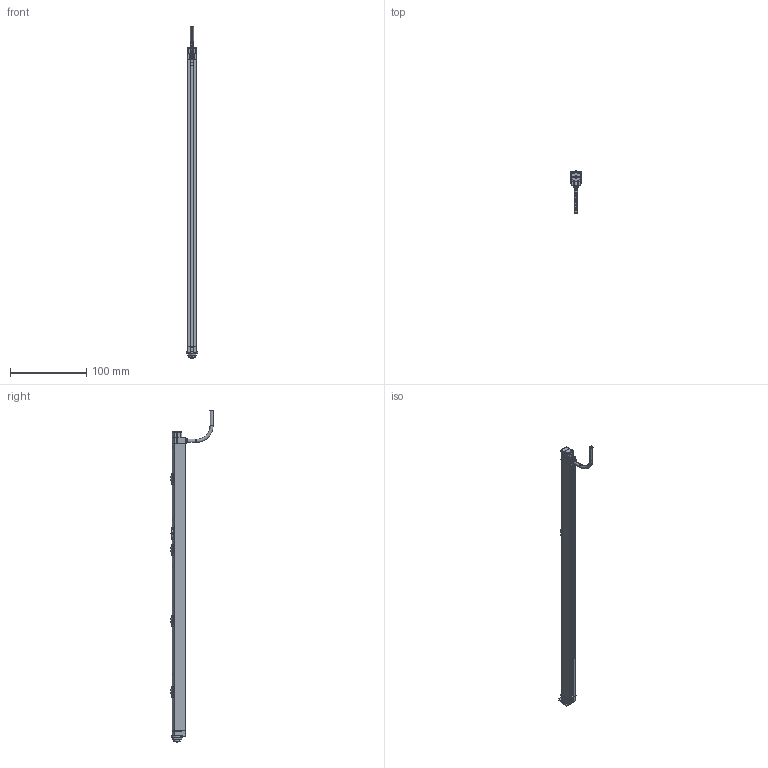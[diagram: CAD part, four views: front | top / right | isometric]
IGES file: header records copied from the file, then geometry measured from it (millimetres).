
Start section:  PTC IGES file: 217952_web.igs
Global section: file name: 217952_web.igs; native system: Creo Parametric by PTC Inc.; preprocessor: 2019292; author: brust; organization: Unknown; date: 20200727.180934; units: millimetre
Bounding box: 15.6 x 55.43 x 435.23 mm (x, y, z)
Volume: 64685 mm3; surface area: 130141.7 mm2
Topology: 1 solids, 1 shells, 2084 faces, 10380 edges, 12698 vertices
Faces by surface type: bspline 1454, revolution 614, extrusion 16
